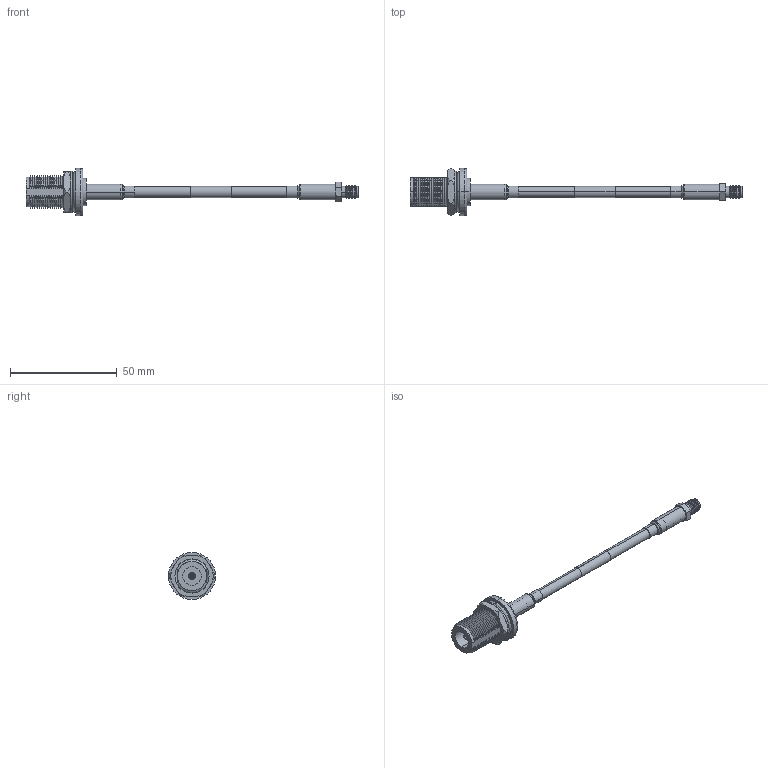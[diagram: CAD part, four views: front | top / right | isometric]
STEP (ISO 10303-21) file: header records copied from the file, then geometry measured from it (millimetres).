
FILE_DESCRIPTION (( 'STEP AP203' ), '1' );
FILE_NAME ('LCCA30685.STEP', '2020-09-25T05:23:29', ( '' ), ( '' ), 'SwSTEP 2.0', 'SolidWorks 2018', '' );
FILE_SCHEMA (( 'CONFIG_CONTROL_DESIGN' ));
Length unit declared in the file: inch
Products named in the file (15): CA-195R-MA1_.195"x1"; 3AA02-017; ANF-3700-MA3; LCCA30685; ASF-1708-MA2; Part3^LCCA30685; ANF-3700-MA2; ASF-1708; ASF-1708-MA3; ANF-3700-MA4; RG58C-PROD; 3AA03-013; ANF-3700-MA1; ASF-1708-MA1; ANF-3700
Assembly tree (15 placements, depth 3):
  LCCA30685
    RG58C-PROD
    Part3^LCCA30685
    ANF-3700
      ANF-3700-MA1
      ANF-3700-MA3
      3AA03-013
      3AA02-017
      ANF-3700-MA4
      ANF-3700-MA2
    CA-195R-MA1_.195"x1"  x2
    ASF-1708
      ASF-1708-MA1
      ASF-1708-MA2
      ASF-1708-MA3
Bounding box: 155.17 x 22 x 22 mm (x, y, z)
Volume: 7760.3 mm3; surface area: 10868.2 mm2
Topology: 13 solids, 13 shells, 576 faces, 1468 edges, 926 vertices
Faces by surface type: cone 225, cylinder 201, plane 128, torus 22
Entity records: 19419 total; most frequent: CARTESIAN_POINT 4262, DIRECTION 2922, ORIENTED_EDGE 2840, EDGE_CURVE 1420, AXIS2_PLACEMENT_3D 1200, VERTEX_POINT 902, CIRCLE 626, EDGE_LOOP 592
